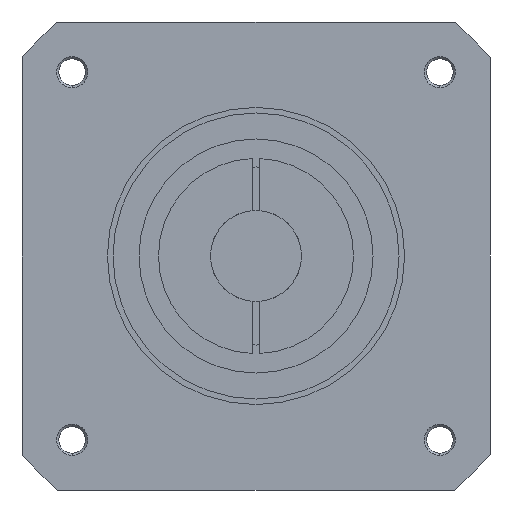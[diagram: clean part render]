
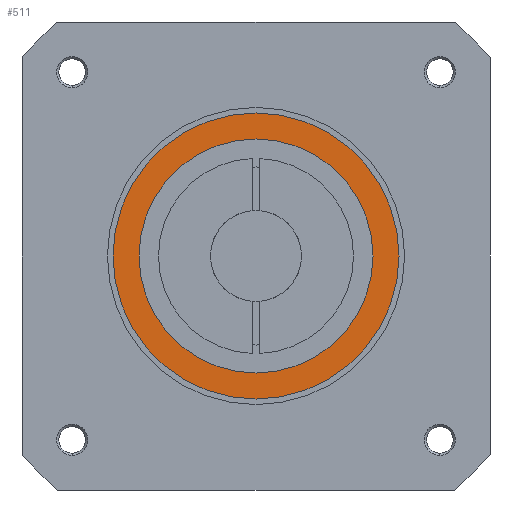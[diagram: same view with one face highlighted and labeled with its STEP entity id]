
A CAD part, front view. The second image highlights one B-rep face of the part: STEP entity #511.
In plain terms, the highlighted planar face has unit normal (0, -1, 0).
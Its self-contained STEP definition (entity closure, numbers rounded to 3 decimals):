
#58 = DIRECTION ( 'NONE',  ( 0., 0., -1. ) ) ;
#89 = DIRECTION ( 'NONE',  ( 0., -1., 0. ) ) ;
#211 = CARTESIAN_POINT ( 'NONE',  ( 0., 32.5, 0. ) ) ;
#425 = DIRECTION ( 'NONE',  ( 0., 1., 0. ) ) ;
#442 = CARTESIAN_POINT ( 'NONE',  ( 0., 32.5, 0. ) ) ;
#455 = DIRECTION ( 'NONE',  ( 0., 0., 1. ) ) ;
#479 = DIRECTION ( 'NONE',  ( 0., 1., 0. ) ) ;
#497 = DIRECTION ( 'NONE',  ( 0., 0., 1. ) ) ;
#511 = ADVANCED_FACE ( 'NONE', ( #1539, #4039 ), #3868, .T. ) ;
#530 = EDGE_CURVE ( 'NONE', #3463, #3467, #2201, .T. ) ;
#774 = CARTESIAN_POINT ( 'NONE',  ( 0., 32.5, -45. ) ) ;
#1170 = CIRCLE ( 'NONE', #3960, 45. ) ;
#1285 = AXIS2_PLACEMENT_3D ( 'NONE', #1572, #89, #58 ) ;
#1334 = EDGE_CURVE ( 'NONE', #3467, #3463, #2815, .T. ) ;
#1398 = EDGE_LOOP ( 'NONE', ( #3314, #2783 ) ) ;
#1501 = CARTESIAN_POINT ( 'NONE',  ( 0., 32.5, 45. ) ) ;
#1521 = AXIS2_PLACEMENT_3D ( 'NONE', #442, #425, #455 ) ;
#1539 = FACE_BOUND ( 'NONE', #2190, .T. ) ;
#1572 = CARTESIAN_POINT ( 'NONE',  ( 45., 32.5, 0. ) ) ;
#1830 = ORIENTED_EDGE ( 'NONE', *, *, #1910, .T. ) ;
#1872 = EDGE_CURVE ( 'NONE', #3083, #3315, #1170, .T. ) ;
#1910 = EDGE_CURVE ( 'NONE', #3315, #3083, #1939, .T. ) ;
#1939 = CIRCLE ( 'NONE', #3741, 45. ) ;
#2190 = EDGE_LOOP ( 'NONE', ( #3476, #1830 ) ) ;
#2201 = CIRCLE ( 'NONE', #1521, 55. ) ;
#2296 = DIRECTION ( 'NONE',  ( 0., 0., 1. ) ) ;
#2358 = AXIS2_PLACEMENT_3D ( 'NONE', #3291, #3947, #2296 ) ;
#2385 = CARTESIAN_POINT ( 'NONE',  ( 0., 32.5, 55. ) ) ;
#2783 = ORIENTED_EDGE ( 'NONE', *, *, #530, .F. ) ;
#2815 = CIRCLE ( 'NONE', #2358, 55. ) ;
#3042 = CARTESIAN_POINT ( 'NONE',  ( 0., 32.5, -55. ) ) ;
#3083 = VERTEX_POINT ( 'NONE', #1501 ) ;
#3217 = CARTESIAN_POINT ( 'NONE',  ( 0., 32.5, 0. ) ) ;
#3228 = DIRECTION ( 'NONE',  ( 0., 1., 0. ) ) ;
#3245 = DIRECTION ( 'NONE',  ( 0., 0., 1. ) ) ;
#3291 = CARTESIAN_POINT ( 'NONE',  ( 0., 32.5, 0. ) ) ;
#3314 = ORIENTED_EDGE ( 'NONE', *, *, #1334, .F. ) ;
#3315 = VERTEX_POINT ( 'NONE', #774 ) ;
#3463 = VERTEX_POINT ( 'NONE', #3042 ) ;
#3467 = VERTEX_POINT ( 'NONE', #2385 ) ;
#3476 = ORIENTED_EDGE ( 'NONE', *, *, #1872, .T. ) ;
#3741 = AXIS2_PLACEMENT_3D ( 'NONE', #211, #479, #497 ) ;
#3868 = PLANE ( 'NONE',  #1285 ) ;
#3947 = DIRECTION ( 'NONE',  ( 0., 1., 0. ) ) ;
#3960 = AXIS2_PLACEMENT_3D ( 'NONE', #3217, #3228, #3245 ) ;
#4039 = FACE_OUTER_BOUND ( 'NONE', #1398, .T. ) ;
